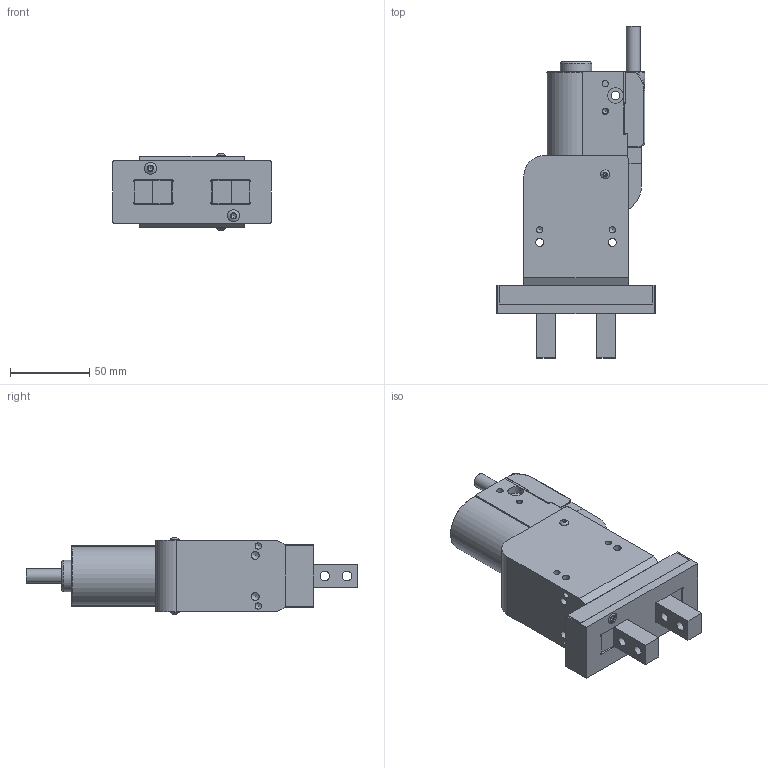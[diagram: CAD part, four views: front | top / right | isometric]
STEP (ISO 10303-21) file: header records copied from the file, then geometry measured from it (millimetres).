
FILE_DESCRIPTION (( 'STEP AP214' ), '1' );
FILE_NAME ('0186-2263_250123_GM50-37Sx60-XP-N_48-22_MSxx.STEP', '2025-01-23T07:36:43', ( '' ), ( '' ), 'SwSTEP 2.0', 'SolidWorks 2024', '' );
FILE_SCHEMA (( 'AUTOMOTIVE_DESIGN' ));
Length unit declared in the file: millimetre
Products named in the file (12): GM50k-37-GGH; 0186-2263_250123_GM50-37Sx60-XP-N_48-22_MSxx; 0180-0528_PS01k-DS37S_PS01k-DS37S-V; 0160-0624_Lins.-Schr_I-6rd_M2.5x12_INOX; Stator_37Sx60-HP; 0230-xxxx_Lins-Schr_I-6rd_M4x20_8.8_v-b; 0180-3959_GM50k-37-Cover; 0230-0300_Zyl.-Schr_I-6kt_M4x14_8.8_v-b; GM50h-37Sx60-HP; GM50-37_PL; 0230-1141_Lins-Schr_I-6k_M3x12_INOX; GM50k-37-FGR
Assembly tree (16 placements, depth 3):
  0186-2263_250123_GM50-37Sx60-XP-N_48-22_MSxx
    GM50h-37Sx60-HP
      Stator_37Sx60-HP
      GM50k-37-GGH
      0230-1141_Lins-Schr_I-6k_M3x12_INOX  x2
      GM50-37_PL
      0230-0300_Zyl.-Schr_I-6kt_M4x14_8.8_v-b  x2
      0180-0528_PS01k-DS37S_PS01k-DS37S-V
      0160-0624_Lins.-Schr_I-6rd_M2.5x12_INOX  x2
      0180-3959_GM50k-37-Cover
      0230-xxxx_Lins-Schr_I-6rd_M4x20_8.8_v-b  x2
    GM50k-37-FGR  x2
Bounding box: 100 x 210.09 x 48.3 mm (x, y, z)
Volume: 249928.7 mm3; surface area: 114289.1 mm2
Topology: 14 solids, 21 shells, 1364 faces, 3272 edges, 1994 vertices
Faces by surface type: plane 494, cylinder 362, cone 333, bspline 141, torus 20, sphere 14
Full cylindrical faces by diameter (mm): 2.4 x2, 2.7 x2, 3 x46, 3.1 x50, 3.3 x10, 3.571 x2, 3.838 x2, 4 x48, 4.3 x2, 4.5 x6, 5 x8, 5.4 x2, 5.7 x2, 6 x4, 7 x2, 7.5 x2, 8 x6, 9 x1, 10 x2, 20 x2
Entity records: 44991 total; most frequent: CARTESIAN_POINT 14381, ORIENTED_EDGE 4540, DIRECTION 4495, EDGE_CURVE 2310, VERTEX_POINT 1614, AXIS2_PLACEMENT_3D 1595, EDGE_LOOP 1446, VECTOR 1305
